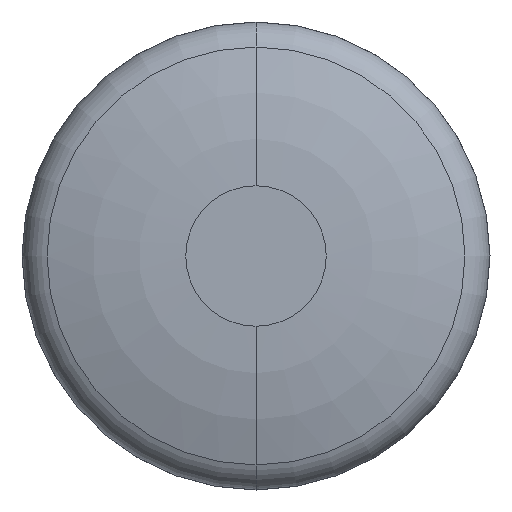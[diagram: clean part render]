
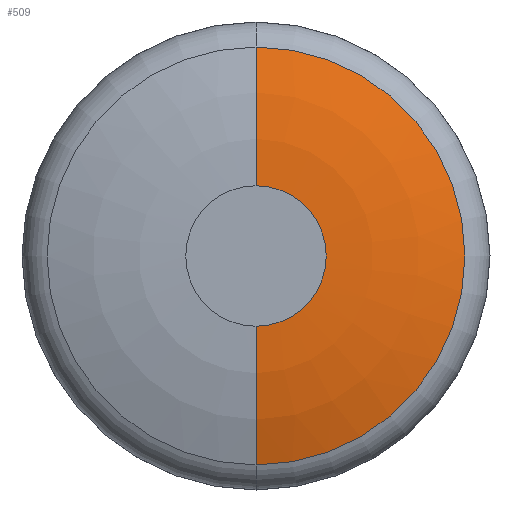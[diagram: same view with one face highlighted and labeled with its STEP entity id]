
A CAD part, front view. The second image highlights one B-rep face of the part: STEP entity #509.
In plain terms, the highlighted toroidal (fillet/blend) face has major radius 1.429 mm and minor radius 8.572 mm.
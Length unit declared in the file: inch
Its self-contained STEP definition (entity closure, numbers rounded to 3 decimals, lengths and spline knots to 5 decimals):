
#16 = EDGE_CURVE ( 'NONE', #209, #275, #89, .T. ) ;
#22 = ORIENTED_EDGE ( 'NONE', *, *, #346, .T. ) ;
#42 = CARTESIAN_POINT ( 'NONE',  ( 0., 0., 0.05625 ) ) ;
#46 = AXIS2_PLACEMENT_3D ( 'NONE', #508, #198, #100 ) ;
#56 = ORIENTED_EDGE ( 'NONE', *, *, #525, .T. ) ;
#64 = CIRCLE ( 'NONE', #46, 0.3375 ) ;
#66 = AXIS2_PLACEMENT_3D ( 'NONE', #394, #311, #404 ) ;
#72 = ORIENTED_EDGE ( 'NONE', *, *, #16, .F. ) ;
#85 = CARTESIAN_POINT ( 'NONE',  ( 0., 0., 0. ) ) ;
#89 = CIRCLE ( 'NONE', #66, 0.3375 ) ;
#90 = CIRCLE ( 'NONE', #216, 0.16738 ) ;
#99 = DIRECTION ( 'NONE',  ( 0., -1., 0. ) ) ;
#100 = DIRECTION ( 'NONE',  ( 0., 0., -1. ) ) ;
#142 = ORIENTED_EDGE ( 'NONE', *, *, #485, .F. ) ;
#176 = DIRECTION ( 'NONE',  ( 0., -1., 0. ) ) ;
#198 = DIRECTION ( 'NONE',  ( 1., 0., 0. ) ) ;
#204 = EDGE_LOOP ( 'NONE', ( #22, #56, #142, #72 ) ) ;
#209 = VERTEX_POINT ( 'NONE', #501 ) ;
#216 = AXIS2_PLACEMENT_3D ( 'NONE', #257, #399, #581 ) ;
#257 = CARTESIAN_POINT ( 'NONE',  ( 0., 0.01882, 0. ) ) ;
#269 = FACE_OUTER_BOUND ( 'NONE', #204, .T. ) ;
#275 = VERTEX_POINT ( 'NONE', #393 ) ;
#311 = DIRECTION ( 'NONE',  ( -1., 0., 0. ) ) ;
#337 = CARTESIAN_POINT ( 'NONE',  ( 0., 0.3375, 0. ) ) ;
#346 = EDGE_CURVE ( 'NONE', #209, #359, #90, .T. ) ;
#353 = DIRECTION ( 'NONE',  ( 0., 0., -1. ) ) ;
#359 = VERTEX_POINT ( 'NONE', #579 ) ;
#393 = CARTESIAN_POINT ( 'NONE',  ( 0., 0., -0.05625 ) ) ;
#394 = CARTESIAN_POINT ( 'NONE',  ( 0., 0.3375, -0.05625 ) ) ;
#399 = DIRECTION ( 'NONE',  ( 0., -1., 0. ) ) ;
#404 = DIRECTION ( 'NONE',  ( 0., 0., 1. ) ) ;
#458 = AXIS2_PLACEMENT_3D ( 'NONE', #337, #99, #559 ) ;
#465 = TOROIDAL_SURFACE ( 'NONE', #458, 0.05625, 0.3375 ) ;
#485 = EDGE_CURVE ( 'NONE', #275, #500, #558, .T. ) ;
#500 = VERTEX_POINT ( 'NONE', #42 ) ;
#501 = CARTESIAN_POINT ( 'NONE',  ( 0., 0.01882, -0.16738 ) ) ;
#503 = AXIS2_PLACEMENT_3D ( 'NONE', #85, #176, #353 ) ;
#508 = CARTESIAN_POINT ( 'NONE',  ( 0., 0.3375, 0.05625 ) ) ;
#509 = ADVANCED_FACE ( 'NONE', ( #269 ), #465, .T. ) ;
#525 = EDGE_CURVE ( 'NONE', #359, #500, #64, .T. ) ;
#558 = CIRCLE ( 'NONE', #503, 0.05625 ) ;
#559 = DIRECTION ( 'NONE',  ( 0., 0., -1. ) ) ;
#579 = CARTESIAN_POINT ( 'NONE',  ( 0., 0.01882, 0.16738 ) ) ;
#581 = DIRECTION ( 'NONE',  ( 0., 0., -1. ) ) ;
